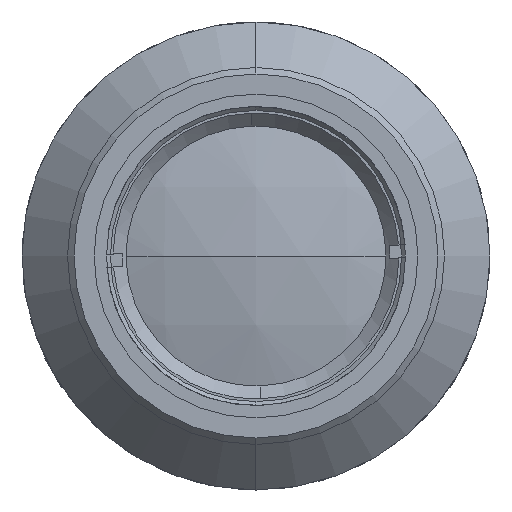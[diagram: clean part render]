
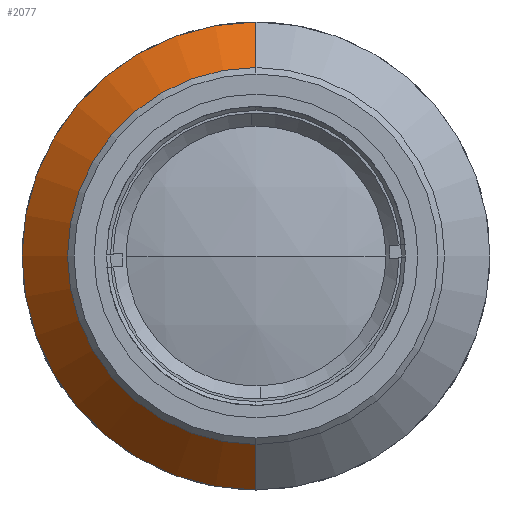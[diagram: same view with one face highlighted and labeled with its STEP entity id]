
A CAD part, left-side view. The second image highlights one B-rep face of the part: STEP entity #2077.
In plain terms, the highlighted conical face has half-angle 45 degrees and reference radius 18 mm.
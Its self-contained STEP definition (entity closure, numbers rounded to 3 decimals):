
#15 = ORIENTED_EDGE ( 'NONE', *, *, #2210, .F. ) ;
#171 = CARTESIAN_POINT ( 'NONE',  ( 23.499, 0., 0. ) ) ;
#368 = VERTEX_POINT ( 'NONE', #2488 ) ;
#731 = DIRECTION ( 'NONE',  ( 0.707, 0., 0.707 ) ) ;
#816 = DIRECTION ( 'NONE',  ( -1., 0., 0. ) ) ;
#849 = AXIS2_PLACEMENT_3D ( 'NONE', #171, #3702, #3610 ) ;
#947 = EDGE_CURVE ( 'NONE', #1824, #1802, #1911, .T. ) ;
#965 = ORIENTED_EDGE ( 'NONE', *, *, #947, .F. ) ;
#1234 = CARTESIAN_POINT ( 'NONE',  ( 19.999, 0., 0. ) ) ;
#1484 = DIRECTION ( 'NONE',  ( 1., 0., 0. ) ) ;
#1535 = EDGE_CURVE ( 'NONE', #368, #1802, #1897, .T. ) ;
#1539 = ORIENTED_EDGE ( 'NONE', *, *, #2338, .T. ) ;
#1558 = CARTESIAN_POINT ( 'NONE',  ( 23.499, 0., 0. ) ) ;
#1655 = AXIS2_PLACEMENT_3D ( 'NONE', #1558, #1484, #3821 ) ;
#1802 = VERTEX_POINT ( 'NONE', #3602 ) ;
#1824 = VERTEX_POINT ( 'NONE', #2471 ) ;
#1897 = CIRCLE ( 'NONE', #849, 18. ) ;
#1903 = CIRCLE ( 'NONE', #4735, 14.5 ) ;
#1911 = LINE ( 'NONE', #4618, #3979 ) ;
#2077 = ADVANCED_FACE ( 'NONE', ( #4180 ), #4657, .T. ) ;
#2210 = EDGE_CURVE ( 'NONE', #4602, #1824, #1903, .T. ) ;
#2217 = VECTOR ( 'NONE', #731, 1000. ) ;
#2338 = EDGE_CURVE ( 'NONE', #4602, #368, #3864, .T. ) ;
#2471 = CARTESIAN_POINT ( 'NONE',  ( 19.999, 0., -14.5 ) ) ;
#2488 = CARTESIAN_POINT ( 'NONE',  ( 23.499, 0., 18. ) ) ;
#2694 = DIRECTION ( 'NONE',  ( 0.707, 0., -0.707 ) ) ;
#2698 = CARTESIAN_POINT ( 'NONE',  ( 19.999, 0., 14.5 ) ) ;
#2939 = EDGE_LOOP ( 'NONE', ( #15, #1539, #3885, #965 ) ) ;
#3457 = CARTESIAN_POINT ( 'NONE',  ( 23.499, 0., 18. ) ) ;
#3602 = CARTESIAN_POINT ( 'NONE',  ( 23.499, 0., -18. ) ) ;
#3610 = DIRECTION ( 'NONE',  ( 0., 0., 1. ) ) ;
#3697 = DIRECTION ( 'NONE',  ( 0., 0., 1. ) ) ;
#3702 = DIRECTION ( 'NONE',  ( -1., 0., 0. ) ) ;
#3821 = DIRECTION ( 'NONE',  ( 0., 0., -1. ) ) ;
#3864 = LINE ( 'NONE', #3457, #2217 ) ;
#3885 = ORIENTED_EDGE ( 'NONE', *, *, #1535, .T. ) ;
#3979 = VECTOR ( 'NONE', #2694, 1000. ) ;
#4180 = FACE_OUTER_BOUND ( 'NONE', #2939, .T. ) ;
#4602 = VERTEX_POINT ( 'NONE', #2698 ) ;
#4618 = CARTESIAN_POINT ( 'NONE',  ( 23.499, 0., -18. ) ) ;
#4657 = CONICAL_SURFACE ( 'NONE', #1655, 18., 0.785 ) ;
#4735 = AXIS2_PLACEMENT_3D ( 'NONE', #1234, #816, #3697 ) ;
